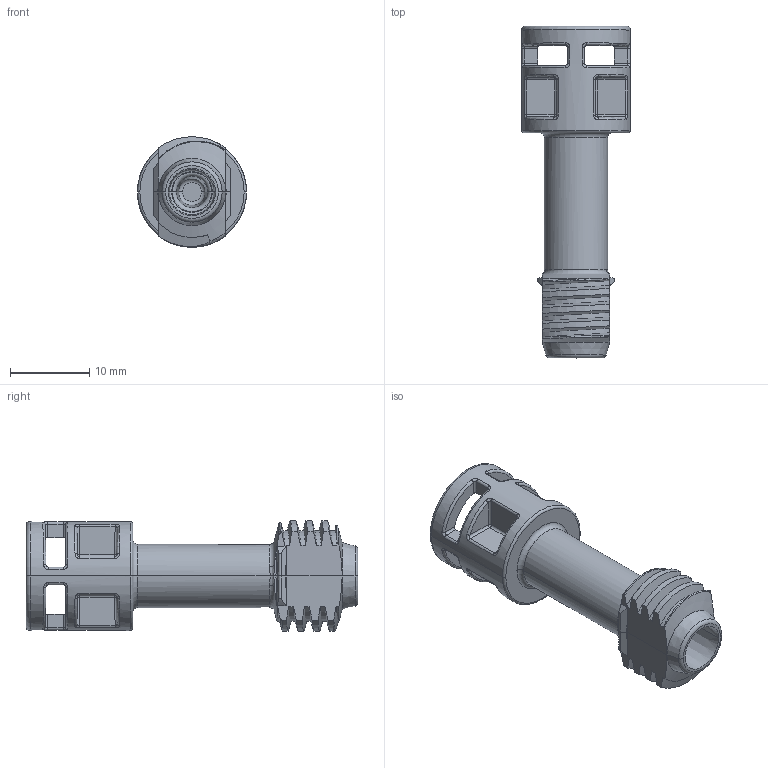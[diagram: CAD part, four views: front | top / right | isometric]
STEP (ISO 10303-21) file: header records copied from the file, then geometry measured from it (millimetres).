
FILE_DESCRIPTION((''),'2;1');
FILE_NAME('PMR1836','2017-05-24T',('kjell_andersson'),(''),'CREO PARAMETRIC BY PTC INC, 2015290','CREO PARAMETRIC BY PTC INC, 2015290','');
FILE_SCHEMA(('AUTOMOTIVE_DESIGN { 1 0 10303 214 1 1 1 1 }'));
Length unit declared in the file: millimetre
Products named in the file (1): PMR1836
Bounding box: 13.8 x 42 x 14 mm (x, y, z)
Volume: 2521.2 mm3; surface area: 2649.4 mm2
Topology: 1 solids, 1 shells, 317 faces, 764 edges, 435 vertices
Faces by surface type: bspline 113, cylinder 79, plane 57, torus 34, sphere 18, cone 16
Entity records: 21385 total; most frequent: CARTESIAN_POINT 14520, ORIENTED_EDGE 1492, DIRECTION 1066, EDGE_CURVE 746, VERTEX_POINT 435, AXIS2_PLACEMENT_3D 433, EDGE_LOOP 329, FACE_OUTER_BOUND 317
